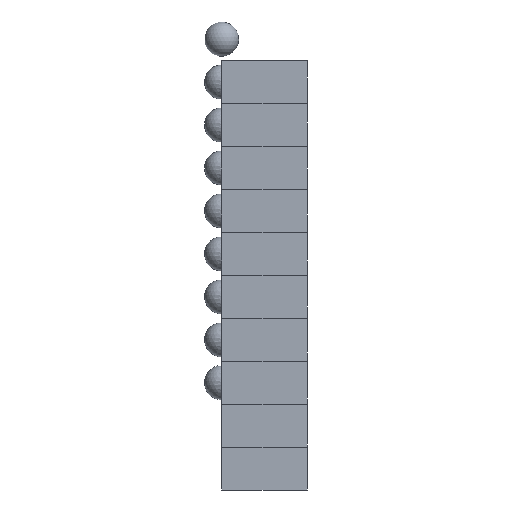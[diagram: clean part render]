
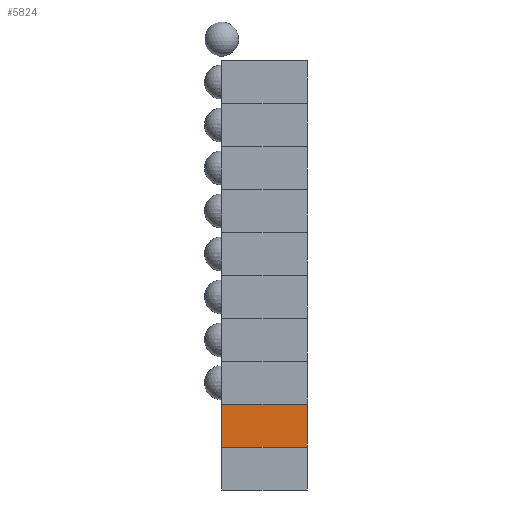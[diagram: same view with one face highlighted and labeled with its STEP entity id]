
A CAD part, left-side view. The second image highlights one B-rep face of the part: STEP entity #5824.
In plain terms, the highlighted planar face has unit normal (-1, 0, 0).
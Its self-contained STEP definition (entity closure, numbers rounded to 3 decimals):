
#74 = PLANE('',#75);
#75 = AXIS2_PLACEMENT_3D('',#76,#77,#78);
#76 = CARTESIAN_POINT('',(-29.202,-5.,42.5));
#77 = DIRECTION('',(0.,1.,0.));
#78 = DIRECTION('',(0.,0.,1.));
#130 = PLANE('',#131);
#131 = AXIS2_PLACEMENT_3D('',#132,#133,#134);
#132 = CARTESIAN_POINT('',(-29.202,5.,42.5));
#133 = DIRECTION('',(0.,1.,0.));
#134 = DIRECTION('',(0.,0.,1.));
#762 = VERTEX_POINT('',#763);
#763 = CARTESIAN_POINT('',(-27.967,-5.,2.5));
#777 = PLANE('',#778);
#778 = AXIS2_PLACEMENT_3D('',#779,#780,#781);
#779 = CARTESIAN_POINT('',(-27.967,-5.,2.5));
#780 = DIRECTION('',(0.,0.,1.));
#781 = DIRECTION('',(1.,0.,0.));
#789 = EDGE_CURVE('',#762,#790,#792,.T.);
#790 = VERTEX_POINT('',#791);
#791 = CARTESIAN_POINT('',(-27.967,-5.,7.5));
#792 = SURFACE_CURVE('',#793,(#797,#804),.PCURVE_S1.);
#793 = LINE('',#794,#795);
#794 = CARTESIAN_POINT('',(-27.967,-5.,2.5));
#795 = VECTOR('',#796,1.);
#796 = DIRECTION('',(0.,0.,1.));
#797 = PCURVE('',#74,#798);
#798 = DEFINITIONAL_REPRESENTATION('',(#799),#803);
#799 = LINE('',#800,#801);
#800 = CARTESIAN_POINT('',(-40.,1.236));
#801 = VECTOR('',#802,1.);
#802 = DIRECTION('',(1.,0.));
#803 = ( GEOMETRIC_REPRESENTATION_CONTEXT(2) 
PARAMETRIC_REPRESENTATION_CONTEXT() REPRESENTATION_CONTEXT('2D SPACE',''
  ) );
#804 = PCURVE('',#805,#810);
#805 = PLANE('',#806);
#806 = AXIS2_PLACEMENT_3D('',#807,#808,#809);
#807 = CARTESIAN_POINT('',(-27.967,-5.,2.5));
#808 = DIRECTION('',(1.,0.,0.));
#809 = DIRECTION('',(0.,0.,1.));
#810 = DEFINITIONAL_REPRESENTATION('',(#811),#815);
#811 = LINE('',#812,#813);
#812 = CARTESIAN_POINT('',(0.,0.));
#813 = VECTOR('',#814,1.);
#814 = DIRECTION('',(1.,0.));
#815 = ( GEOMETRIC_REPRESENTATION_CONTEXT(2) 
PARAMETRIC_REPRESENTATION_CONTEXT() REPRESENTATION_CONTEXT('2D SPACE',''
  ) );
#833 = PLANE('',#834);
#834 = AXIS2_PLACEMENT_3D('',#835,#836,#837);
#835 = CARTESIAN_POINT('',(-28.364,-5.,7.5));
#836 = DIRECTION('',(0.,0.,1.));
#837 = DIRECTION('',(1.,0.,0.));
#2358 = VERTEX_POINT('',#2359);
#2359 = CARTESIAN_POINT('',(-27.967,5.,2.5));
#2380 = EDGE_CURVE('',#2358,#2381,#2383,.T.);
#2381 = VERTEX_POINT('',#2382);
#2382 = CARTESIAN_POINT('',(-27.967,5.,7.5));
#2383 = SURFACE_CURVE('',#2384,(#2388,#2395),.PCURVE_S1.);
#2384 = LINE('',#2385,#2386);
#2385 = CARTESIAN_POINT('',(-27.967,5.,2.5));
#2386 = VECTOR('',#2387,1.);
#2387 = DIRECTION('',(0.,0.,1.));
#2388 = PCURVE('',#130,#2389);
#2389 = DEFINITIONAL_REPRESENTATION('',(#2390),#2394);
#2390 = LINE('',#2391,#2392);
#2391 = CARTESIAN_POINT('',(-40.,1.236));
#2392 = VECTOR('',#2393,1.);
#2393 = DIRECTION('',(1.,0.));
#2394 = ( GEOMETRIC_REPRESENTATION_CONTEXT(2) 
PARAMETRIC_REPRESENTATION_CONTEXT() REPRESENTATION_CONTEXT('2D SPACE',''
  ) );
#2395 = PCURVE('',#805,#2396);
#2396 = DEFINITIONAL_REPRESENTATION('',(#2397),#2401);
#2397 = LINE('',#2398,#2399);
#2398 = CARTESIAN_POINT('',(0.,-10.));
#2399 = VECTOR('',#2400,1.);
#2400 = DIRECTION('',(1.,0.));
#2401 = ( GEOMETRIC_REPRESENTATION_CONTEXT(2) 
PARAMETRIC_REPRESENTATION_CONTEXT() REPRESENTATION_CONTEXT('2D SPACE',''
  ) );
#5802 = EDGE_CURVE('',#762,#2358,#5803,.T.);
#5803 = SURFACE_CURVE('',#5804,(#5808,#5815),.PCURVE_S1.);
#5804 = LINE('',#5805,#5806);
#5805 = CARTESIAN_POINT('',(-27.967,-5.,2.5));
#5806 = VECTOR('',#5807,1.);
#5807 = DIRECTION('',(0.,1.,0.));
#5808 = PCURVE('',#777,#5809);
#5809 = DEFINITIONAL_REPRESENTATION('',(#5810),#5814);
#5810 = LINE('',#5811,#5812);
#5811 = CARTESIAN_POINT('',(0.,0.));
#5812 = VECTOR('',#5813,1.);
#5813 = DIRECTION('',(0.,1.));
#5814 = ( GEOMETRIC_REPRESENTATION_CONTEXT(2) 
PARAMETRIC_REPRESENTATION_CONTEXT() REPRESENTATION_CONTEXT('2D SPACE',''
  ) );
#5815 = PCURVE('',#805,#5816);
#5816 = DEFINITIONAL_REPRESENTATION('',(#5817),#5821);
#5817 = LINE('',#5818,#5819);
#5818 = CARTESIAN_POINT('',(0.,0.));
#5819 = VECTOR('',#5820,1.);
#5820 = DIRECTION('',(0.,-1.));
#5821 = ( GEOMETRIC_REPRESENTATION_CONTEXT(2) 
PARAMETRIC_REPRESENTATION_CONTEXT() REPRESENTATION_CONTEXT('2D SPACE',''
  ) );
#5824 = ADVANCED_FACE('',(#5825),#805,.F.);
#5825 = FACE_BOUND('',#5826,.F.);
#5826 = EDGE_LOOP('',(#5827,#5828,#5829,#5830));
#5827 = ORIENTED_EDGE('',*,*,#789,.F.);
#5828 = ORIENTED_EDGE('',*,*,#5802,.T.);
#5829 = ORIENTED_EDGE('',*,*,#2380,.T.);
#5830 = ORIENTED_EDGE('',*,*,#5831,.F.);
#5831 = EDGE_CURVE('',#790,#2381,#5832,.T.);
#5832 = SURFACE_CURVE('',#5833,(#5837,#5844),.PCURVE_S1.);
#5833 = LINE('',#5834,#5835);
#5834 = CARTESIAN_POINT('',(-27.967,-5.,7.5));
#5835 = VECTOR('',#5836,1.);
#5836 = DIRECTION('',(0.,1.,0.));
#5837 = PCURVE('',#805,#5838);
#5838 = DEFINITIONAL_REPRESENTATION('',(#5839),#5843);
#5839 = LINE('',#5840,#5841);
#5840 = CARTESIAN_POINT('',(5.,0.));
#5841 = VECTOR('',#5842,1.);
#5842 = DIRECTION('',(0.,-1.));
#5843 = ( GEOMETRIC_REPRESENTATION_CONTEXT(2) 
PARAMETRIC_REPRESENTATION_CONTEXT() REPRESENTATION_CONTEXT('2D SPACE',''
  ) );
#5844 = PCURVE('',#833,#5845);
#5845 = DEFINITIONAL_REPRESENTATION('',(#5846),#5850);
#5846 = LINE('',#5847,#5848);
#5847 = CARTESIAN_POINT('',(0.397,0.));
#5848 = VECTOR('',#5849,1.);
#5849 = DIRECTION('',(0.,1.));
#5850 = ( GEOMETRIC_REPRESENTATION_CONTEXT(2) 
PARAMETRIC_REPRESENTATION_CONTEXT() REPRESENTATION_CONTEXT('2D SPACE',''
  ) );
